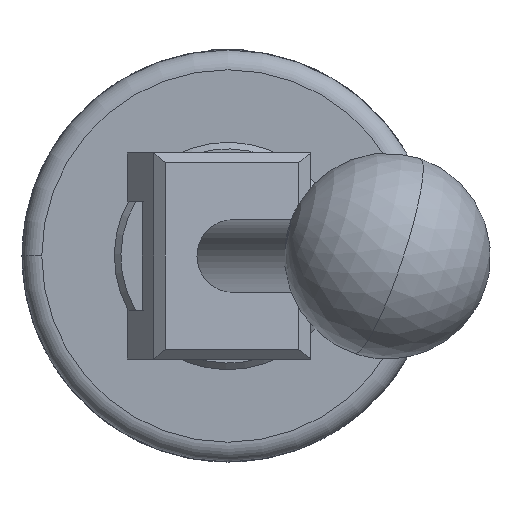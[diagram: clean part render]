
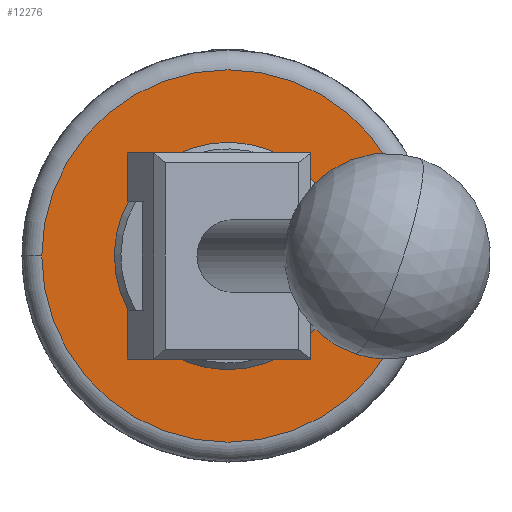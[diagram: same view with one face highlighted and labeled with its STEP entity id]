
A CAD part, front view. The second image highlights one B-rep face of the part: STEP entity #12276.
In plain terms, the highlighted planar face has unit normal (0, -1, 0).
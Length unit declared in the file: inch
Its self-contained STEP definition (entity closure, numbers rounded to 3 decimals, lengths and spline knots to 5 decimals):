
#14 = VERTEX_POINT ( 'NONE', #2609 ) ;
#221 = ORIENTED_EDGE ( 'NONE', *, *, #1418, .T. ) ;
#468 = FACE_OUTER_BOUND ( 'NONE', #2539, .T. ) ;
#520 = DIRECTION ( 'NONE',  ( 0., -1., 0. ) ) ;
#1418 = EDGE_CURVE ( 'NONE', #14, #10297, #5771, .T. ) ;
#1636 = ORIENTED_EDGE ( 'NONE', *, *, #5020, .F. ) ;
#1697 = EDGE_CURVE ( 'NONE', #11637, #5739, #12419, .T. ) ;
#1861 = CIRCLE ( 'NONE', #9944, 0.348 ) ;
#1973 = AXIS2_PLACEMENT_3D ( 'NONE', #5658, #8975, #12818 ) ;
#2304 = CARTESIAN_POINT ( 'NONE',  ( -0.348, 0., 0. ) ) ;
#2539 = EDGE_LOOP ( 'NONE', ( #221, #6883 ) ) ;
#2609 = CARTESIAN_POINT ( 'NONE',  ( 1.13, 0., 0. ) ) ;
#2632 = ORIENTED_EDGE ( 'NONE', *, *, #1697, .F. ) ;
#3659 = CIRCLE ( 'NONE', #11130, 1.13 ) ;
#3812 = EDGE_CURVE ( 'NONE', #10297, #14, #3659, .T. ) ;
#3943 = CARTESIAN_POINT ( 'NONE',  ( 0., 0., 0. ) ) ;
#4371 = EDGE_LOOP ( 'NONE', ( #2632, #1636 ) ) ;
#4490 = FACE_BOUND ( 'NONE', #4371, .T. ) ;
#5020 = EDGE_CURVE ( 'NONE', #5739, #11637, #1861, .T. ) ;
#5658 = CARTESIAN_POINT ( 'NONE',  ( 0., 0., -0.348 ) ) ;
#5734 = CARTESIAN_POINT ( 'NONE',  ( -1.13, 0., 0. ) ) ;
#5739 = VERTEX_POINT ( 'NONE', #2304 ) ;
#5771 = CIRCLE ( 'NONE', #7081, 1.13 ) ;
#6524 = CARTESIAN_POINT ( 'NONE',  ( 0., 0., 0. ) ) ;
#6598 = PLANE ( 'NONE',  #1973 ) ;
#6883 = ORIENTED_EDGE ( 'NONE', *, *, #3812, .T. ) ;
#7081 = AXIS2_PLACEMENT_3D ( 'NONE', #3943, #8011, #12079 ) ;
#7138 = CARTESIAN_POINT ( 'NONE',  ( 0., 0., 0. ) ) ;
#8011 = DIRECTION ( 'NONE',  ( 0., -1., 0. ) ) ;
#8248 = DIRECTION ( 'NONE',  ( 0., -1., 0. ) ) ;
#8356 = DIRECTION ( 'NONE',  ( 0., -1., 0. ) ) ;
#8738 = CARTESIAN_POINT ( 'NONE',  ( 0.348, 0., 0. ) ) ;
#8975 = DIRECTION ( 'NONE',  ( 0., -1., 0. ) ) ;
#9128 = CARTESIAN_POINT ( 'NONE',  ( 0., 0., 0. ) ) ;
#9684 = DIRECTION ( 'NONE',  ( 1., 0., 0. ) ) ;
#9944 = AXIS2_PLACEMENT_3D ( 'NONE', #7138, #8356, #11239 ) ;
#10297 = VERTEX_POINT ( 'NONE', #5734 ) ;
#10309 = DIRECTION ( 'NONE',  ( 1., 0., 0. ) ) ;
#11130 = AXIS2_PLACEMENT_3D ( 'NONE', #6524, #520, #9684 ) ;
#11172 = AXIS2_PLACEMENT_3D ( 'NONE', #9128, #8248, #10309 ) ;
#11239 = DIRECTION ( 'NONE',  ( 1., 0., 0. ) ) ;
#11637 = VERTEX_POINT ( 'NONE', #8738 ) ;
#12079 = DIRECTION ( 'NONE',  ( 1., 0., 0. ) ) ;
#12276 = ADVANCED_FACE ( 'NONE', ( #468, #4490 ), #6598, .T. ) ;
#12419 = CIRCLE ( 'NONE', #11172, 0.348 ) ;
#12818 = DIRECTION ( 'NONE',  ( 1., 0., 0. ) ) ;
